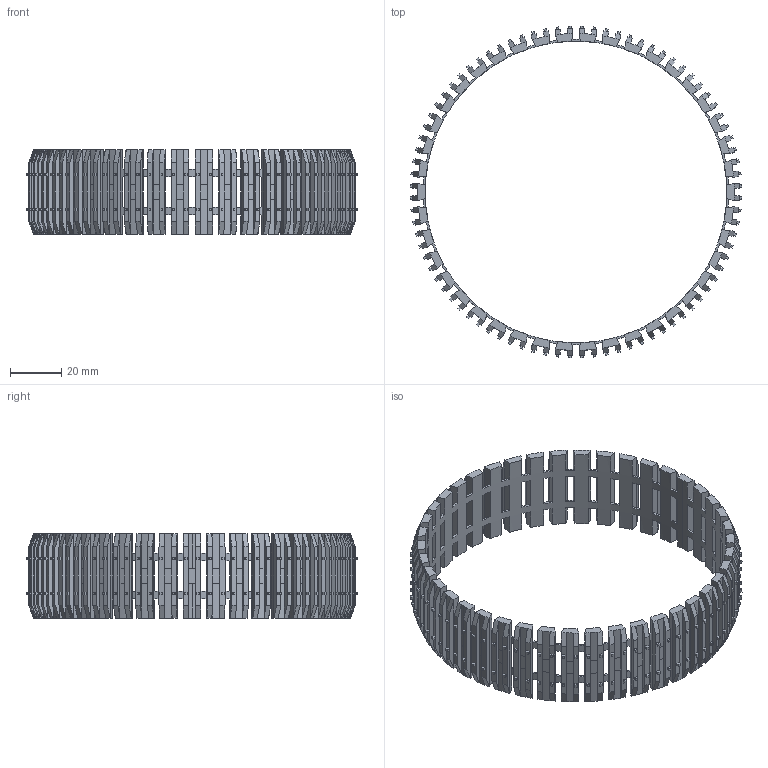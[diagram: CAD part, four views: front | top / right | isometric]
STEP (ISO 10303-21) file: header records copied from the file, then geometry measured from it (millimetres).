
FILE_DESCRIPTION (( 'STEP AP203' ), '1' );
FILE_NAME ('30.) Track.STEP', '2024-04-05T15:03:35', ( '' ), ( '' ), 'SwSTEP 2.0', 'SolidWorks 2024', '' );
FILE_SCHEMA (( 'CONFIG_CONTROL_DESIGN' ));
Length unit declared in the file: millimetre
Products named in the file (1): 30.) Track
Bounding box: 129.81 x 129.89 x 33 mm (x, y, z)
Volume: 35276.3 mm3; surface area: 38622.7 mm2
Topology: 1 solids, 1 shells, 1894 faces, 4800 edges, 3032 vertices
Faces by surface type: plane 1554, cylinder 172, bspline 168
Entity records: 59367 total; most frequent: CARTESIAN_POINT 14765, ORIENTED_EDGE 9600, DIRECTION 8516, EDGE_CURVE 4800, LINE 3534, VECTOR 3534, VERTEX_POINT 3032, AXIS2_PLACEMENT_3D 2491
